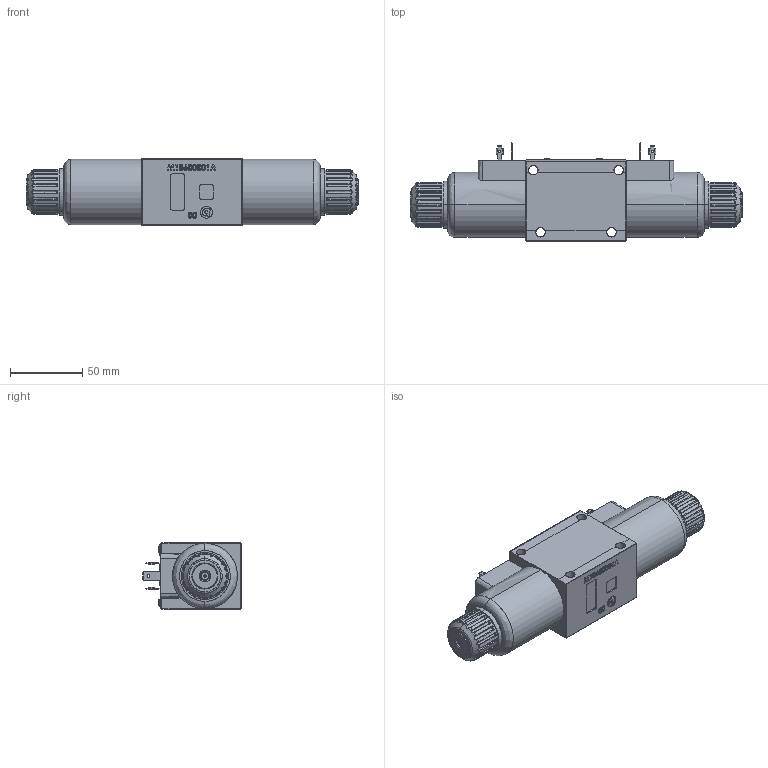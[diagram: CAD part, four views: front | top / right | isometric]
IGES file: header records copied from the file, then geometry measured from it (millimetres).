
Start section: SolidWorks IGES file using analytic representation for surfaces
Global section: file name: CD3UE--C-S12.igs; native system: SolidWorks 2014; preprocessor: SolidWorks 2014; author: serviziopdm; date: 151120.090730; units: millimetre
Bounding box: 229.5 x 67.85 x 46 mm (x, y, z)
Surface area: 56308.5 mm2 (no closed solid volume)
Topology: 0 solids, 0 shells, 874 faces, 14454 edges, 14430 vertices
Faces by surface type: bspline 553, revolution 321
